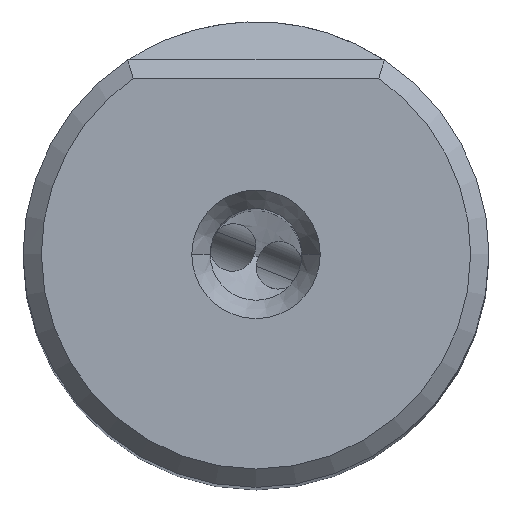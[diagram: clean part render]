
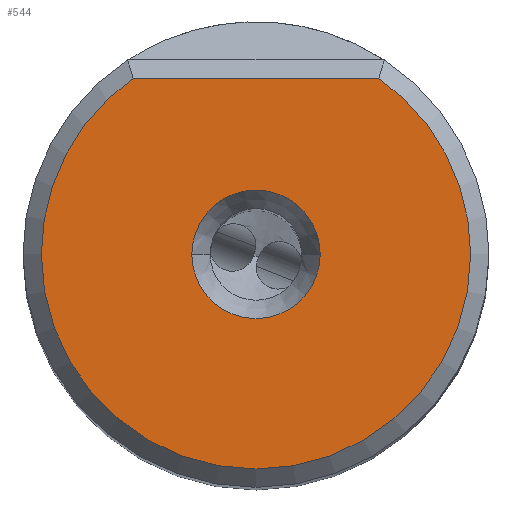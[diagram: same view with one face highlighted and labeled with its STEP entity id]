
A CAD part, top view. The second image highlights one B-rep face of the part: STEP entity #544.
In plain terms, the highlighted planar face has unit normal (0, 0, 1).
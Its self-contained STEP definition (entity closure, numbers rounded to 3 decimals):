
#544=ADVANCED_FACE('',(#763,#764),#721,.T.);
#721=PLANE('',#3538);
#763=FACE_BOUND('',#783,.T.);
#764=FACE_BOUND('',#784,.T.);
#783=EDGE_LOOP('',(#1224,#1225,#1226,#1227));
#784=EDGE_LOOP('',(#1228,#1229));
#970=LINE('',#4956,#1097);
#1097=VECTOR('',#3984,1.);
#1224=ORIENTED_EDGE('',*,*,#2615,.F.);
#1225=ORIENTED_EDGE('',*,*,#2616,.F.);
#1226=ORIENTED_EDGE('',*,*,#2617,.F.);
#1227=ORIENTED_EDGE('',*,*,#2618,.F.);
#1228=ORIENTED_EDGE('',*,*,#2619,.F.);
#1229=ORIENTED_EDGE('',*,*,#2620,.F.);
#2264=VERTEX_POINT('',#4950);
#2265=VERTEX_POINT('',#4951);
#2266=VERTEX_POINT('',#4953);
#2267=VERTEX_POINT('',#4955);
#2268=VERTEX_POINT('',#4958);
#2269=VERTEX_POINT('',#4959);
#2615=EDGE_CURVE('',#2264,#2265,#3135,.T.);
#2616=EDGE_CURVE('',#2266,#2264,#3136,.T.);
#2617=EDGE_CURVE('',#2267,#2266,#3137,.T.);
#2618=EDGE_CURVE('',#2265,#2267,#970,.T.);
#2619=EDGE_CURVE('',#2268,#2269,#3138,.T.);
#2620=EDGE_CURVE('',#2269,#2268,#3139,.T.);
#3135=CIRCLE('',#3533,11.7);
#3136=CIRCLE('',#3534,11.7);
#3137=CIRCLE('',#3535,11.7);
#3138=CIRCLE('',#3536,3.5);
#3139=CIRCLE('',#3537,3.5);
#3533=AXIS2_PLACEMENT_3D('',#4949,#3978,#3979);
#3534=AXIS2_PLACEMENT_3D('',#4952,#3980,#3981);
#3535=AXIS2_PLACEMENT_3D('',#4954,#3982,#3983);
#3536=AXIS2_PLACEMENT_3D('',#4957,#3985,#3986);
#3537=AXIS2_PLACEMENT_3D('',#4960,#3987,#3988);
#3538=AXIS2_PLACEMENT_3D('',#4961,#3989,#3990);
#3978=DIRECTION('',(0.,0.,-1.));
#3979=DIRECTION('',(-1.,0.,0.));
#3980=DIRECTION('',(0.,0.,-1.));
#3981=DIRECTION('',(1.,0.,0.));
#3982=DIRECTION('',(0.,0.,-1.));
#3983=DIRECTION('',(0.572,0.821,0.));
#3984=DIRECTION('',(1.,0.,0.));
#3985=DIRECTION('',(0.,0.,1.));
#3986=DIRECTION('',(-1.,0.,0.));
#3987=DIRECTION('',(0.,0.,1.));
#3988=DIRECTION('',(1.,0.,0.));
#3989=DIRECTION('',(0.,0.,1.));
#3990=DIRECTION('',(1.,0.,0.));
#4949=CARTESIAN_POINT('',(0.,0.,0.));
#4950=CARTESIAN_POINT('',(-11.7,0.,0.));
#4951=CARTESIAN_POINT('',(-6.688,9.6,0.));
#4952=CARTESIAN_POINT('',(0.,0.,0.));
#4953=CARTESIAN_POINT('',(11.7,0.,0.));
#4954=CARTESIAN_POINT('',(0.,0.,0.));
#4955=CARTESIAN_POINT('',(6.688,9.6,0.));
#4956=CARTESIAN_POINT('',(-6.688,9.6,0.));
#4957=CARTESIAN_POINT('',(0.,0.,0.));
#4958=CARTESIAN_POINT('',(-3.5,0.,0.));
#4959=CARTESIAN_POINT('',(3.5,0.,0.));
#4960=CARTESIAN_POINT('',(0.,0.,0.));
#4961=CARTESIAN_POINT('',(0.,-1.05,0.));
